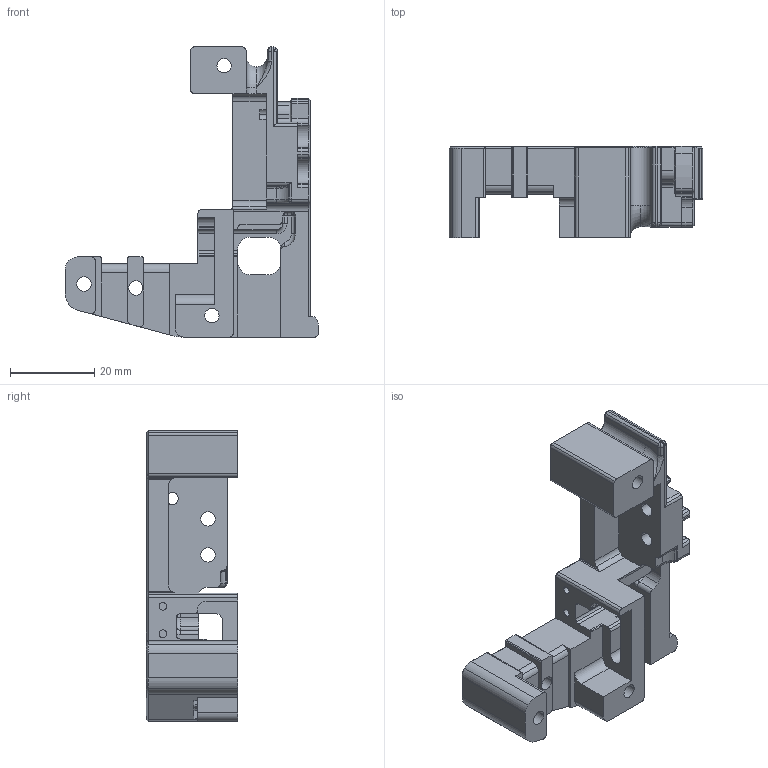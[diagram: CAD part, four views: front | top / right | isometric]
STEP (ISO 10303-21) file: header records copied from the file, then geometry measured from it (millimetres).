
FILE_DESCRIPTION (( 'STEP AP214' ), '1' );
FILE_NAME ('SW_x_carriage_frame_right.STEP', '2022-11-04T07:48:44', ( '' ), ( '' ), 'SwSTEP 2.0', 'SolidWorks 2019', '' );
FILE_SCHEMA (( 'AUTOMOTIVE_DESIGN' ));
Length unit declared in the file: millimetre
Products named in the file (1): SW_x_carriage_frame_right
Bounding box: 60.04 x 21.6 x 68.75 mm (x, y, z)
Volume: 24443.1 mm3; surface area: 11456.9 mm2
Topology: 1 solids, 1 shells, 443 faces, 1151 edges, 709 vertices
Faces by surface type: plane 201, cylinder 161, cone 59, sphere 10, torus 6, bspline 6
Entity records: 13705 total; most frequent: CARTESIAN_POINT 2623, DIRECTION 2385, ORIENTED_EDGE 2298, EDGE_CURVE 1149, AXIS2_PLACEMENT_3D 832, LINE 721, VECTOR 721, VERTEX_POINT 709
